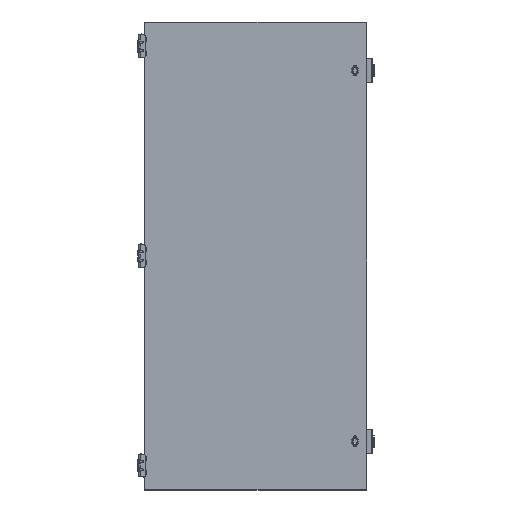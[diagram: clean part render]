
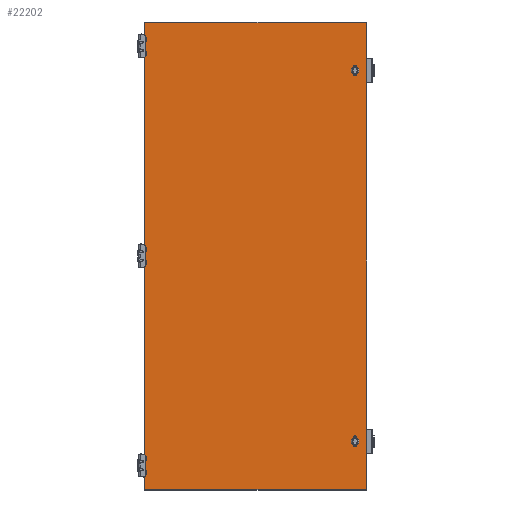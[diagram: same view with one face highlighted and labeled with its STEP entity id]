
A CAD part, top view. The second image highlights one B-rep face of the part: STEP entity #22202.
In plain terms, the highlighted planar face has unit normal (0, 0, 1).
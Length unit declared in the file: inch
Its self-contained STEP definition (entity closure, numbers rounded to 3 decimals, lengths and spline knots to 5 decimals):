
#368 = ORIENTED_EDGE ( 'NONE', *, *, #24893, .T. ) ;
#1373 = ORIENTED_EDGE ( 'NONE', *, *, #63932, .T. ) ;
#1411 = EDGE_CURVE ( 'NONE', #53661, #51769, #32418, .T. ) ;
#2536 = CARTESIAN_POINT ( 'NONE',  ( -15.9625, 33.65, 0.828 ) ) ;
#4880 = LINE ( 'NONE', #21175, #68815 ) ;
#9997 = VECTOR ( 'NONE', #46165, 39.37008 ) ;
#10193 = PLANE ( 'NONE',  #54220 ) ;
#10517 = DIRECTION ( 'NONE',  ( 1., 0., 0. ) ) ;
#15500 = FACE_OUTER_BOUND ( 'NONE', #40055, .T. ) ;
#20825 = DIRECTION ( 'NONE',  ( 0., 0., 1. ) ) ;
#21175 = CARTESIAN_POINT ( 'NONE',  ( 0., -33.65, 0.828 ) ) ;
#22202 = ADVANCED_FACE ( 'NONE', ( #15500 ), #10193, .T. ) ;
#23107 = VERTEX_POINT ( 'NONE', #66236 ) ;
#24893 = EDGE_CURVE ( 'NONE', #51769, #54954, #30608, .T. ) ;
#25922 = ORIENTED_EDGE ( 'NONE', *, *, #1411, .T. ) ;
#30571 = EDGE_CURVE ( 'NONE', #54954, #23107, #46520, .T. ) ;
#30608 = LINE ( 'NONE', #52846, #61673 ) ;
#32418 = LINE ( 'NONE', #42325, #52238 ) ;
#40055 = EDGE_LOOP ( 'NONE', ( #25922, #368, #42034, #1373 ) ) ;
#42034 = ORIENTED_EDGE ( 'NONE', *, *, #30571, .T. ) ;
#42325 = CARTESIAN_POINT ( 'NONE',  ( 15.9625, 0., 0.828 ) ) ;
#42876 = CARTESIAN_POINT ( 'NONE',  ( 15.9625, -33.65, 0.828 ) ) ;
#43138 = CARTESIAN_POINT ( 'NONE',  ( 0., 0., 0.828 ) ) ;
#46165 = DIRECTION ( 'NONE',  ( 0., -1., 0. ) ) ;
#46520 = LINE ( 'NONE', #51812, #9997 ) ;
#51769 = VERTEX_POINT ( 'NONE', #62025 ) ;
#51812 = CARTESIAN_POINT ( 'NONE',  ( -15.9625, 0., 0.828 ) ) ;
#52146 = DIRECTION ( 'NONE',  ( -1., 0., 0. ) ) ;
#52238 = VECTOR ( 'NONE', #69609, 39.37008 ) ;
#52846 = CARTESIAN_POINT ( 'NONE',  ( 0., 33.65, 0.828 ) ) ;
#53661 = VERTEX_POINT ( 'NONE', #42876 ) ;
#54220 = AXIS2_PLACEMENT_3D ( 'NONE', #43138, #20825, #64744 ) ;
#54954 = VERTEX_POINT ( 'NONE', #2536 ) ;
#61673 = VECTOR ( 'NONE', #52146, 39.37008 ) ;
#62025 = CARTESIAN_POINT ( 'NONE',  ( 15.9625, 33.65, 0.828 ) ) ;
#63932 = EDGE_CURVE ( 'NONE', #23107, #53661, #4880, .T. ) ;
#64744 = DIRECTION ( 'NONE',  ( 1., 0., 0. ) ) ;
#66236 = CARTESIAN_POINT ( 'NONE',  ( -15.9625, -33.65, 0.828 ) ) ;
#68815 = VECTOR ( 'NONE', #10517, 39.37008 ) ;
#69609 = DIRECTION ( 'NONE',  ( 0., 1., 0. ) ) ;
